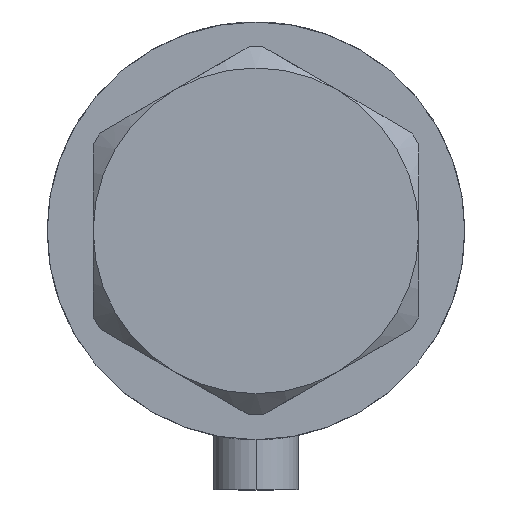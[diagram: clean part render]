
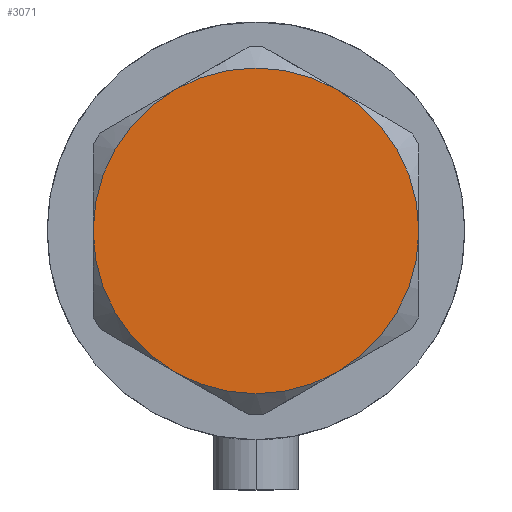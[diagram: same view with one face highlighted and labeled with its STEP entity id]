
A CAD part, left-side view. The second image highlights one B-rep face of the part: STEP entity #3071.
In plain terms, the highlighted face is planar.
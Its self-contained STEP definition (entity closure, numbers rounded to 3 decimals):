
#7 = CARTESIAN_POINT ( 'NONE',  ( 0., 0., 13. ) ) ;
#36 = CARTESIAN_POINT ( 'NONE',  ( -23., 0., 13. ) ) ;
#222 = ORIENTED_EDGE ( 'NONE', *, *, #4569, .T. ) ;
#358 = EDGE_CURVE ( 'NONE', #868, #4730, #4432, .T. ) ;
#386 = AXIS2_PLACEMENT_3D ( 'NONE', #7, #2991, #2617 ) ;
#548 = CARTESIAN_POINT ( 'NONE',  ( -11.5, -19.919, 13. ) ) ;
#579 = CARTESIAN_POINT ( 'NONE',  ( 0., 0., 13. ) ) ;
#781 = ORIENTED_EDGE ( 'NONE', *, *, #1643, .T. ) ;
#801 = AXIS2_PLACEMENT_3D ( 'NONE', #2279, #4037, #3727 ) ;
#833 = CARTESIAN_POINT ( 'NONE',  ( -11.5, 19.919, 13. ) ) ;
#868 = VERTEX_POINT ( 'NONE', #833 ) ;
#899 = VERTEX_POINT ( 'NONE', #548 ) ;
#953 = AXIS2_PLACEMENT_3D ( 'NONE', #3168, #2035, #1756 ) ;
#993 = AXIS2_PLACEMENT_3D ( 'NONE', #3899, #3149, #2463 ) ;
#1024 = DIRECTION ( 'NONE',  ( 0., 0., 1. ) ) ;
#1047 = DIRECTION ( 'NONE',  ( 1., 0., 0. ) ) ;
#1087 = ORIENTED_EDGE ( 'NONE', *, *, #1276, .T. ) ;
#1137 = DIRECTION ( 'NONE',  ( 0., 0., 1. ) ) ;
#1171 = EDGE_CURVE ( 'NONE', #2763, #2718, #4356, .T. ) ;
#1276 = EDGE_CURVE ( 'NONE', #899, #2763, #3664, .T. ) ;
#1598 = DIRECTION ( 'NONE',  ( 1., 0., 0. ) ) ;
#1643 = EDGE_CURVE ( 'NONE', #2718, #3483, #3027, .T. ) ;
#1756 = DIRECTION ( 'NONE',  ( 1., 0., 0. ) ) ;
#1823 = CIRCLE ( 'NONE', #993, 23. ) ;
#2035 = DIRECTION ( 'NONE',  ( 0., 0., 1. ) ) ;
#2141 = EDGE_LOOP ( 'NONE', ( #3017, #781, #4055, #4377, #222, #1087 ) ) ;
#2248 = DIRECTION ( 'NONE',  ( 1., 0., 0. ) ) ;
#2279 = CARTESIAN_POINT ( 'NONE',  ( 0., 0., 13. ) ) ;
#2329 = CARTESIAN_POINT ( 'NONE',  ( 11.5, 19.919, 13. ) ) ;
#2463 = DIRECTION ( 'NONE',  ( 1., 0., 0. ) ) ;
#2617 = DIRECTION ( 'NONE',  ( 1., 0., 0. ) ) ;
#2718 = VERTEX_POINT ( 'NONE', #3385 ) ;
#2763 = VERTEX_POINT ( 'NONE', #4360 ) ;
#2948 = AXIS2_PLACEMENT_3D ( 'NONE', #3375, #1137, #2248 ) ;
#2991 = DIRECTION ( 'NONE',  ( 0., 0., 1. ) ) ;
#3003 = FACE_OUTER_BOUND ( 'NONE', #2141, .T. ) ;
#3017 = ORIENTED_EDGE ( 'NONE', *, *, #1171, .T. ) ;
#3027 = CIRCLE ( 'NONE', #953, 23. ) ;
#3071 = ADVANCED_FACE ( 'NONE', ( #3003 ), #3442, .T. ) ;
#3149 = DIRECTION ( 'NONE',  ( 0., 0., 1. ) ) ;
#3168 = CARTESIAN_POINT ( 'NONE',  ( 0., 0., 13. ) ) ;
#3375 = CARTESIAN_POINT ( 'NONE',  ( 0., 0., 13. ) ) ;
#3385 = CARTESIAN_POINT ( 'NONE',  ( 23., 0., 13. ) ) ;
#3442 = PLANE ( 'NONE',  #4440 ) ;
#3483 = VERTEX_POINT ( 'NONE', #2329 ) ;
#3664 = CIRCLE ( 'NONE', #2948, 23. ) ;
#3727 = DIRECTION ( 'NONE',  ( 1., 0., 0. ) ) ;
#3792 = DIRECTION ( 'NONE',  ( 0., 0., 1. ) ) ;
#3899 = CARTESIAN_POINT ( 'NONE',  ( 0., 0., 13. ) ) ;
#4037 = DIRECTION ( 'NONE',  ( 0., 0., 1. ) ) ;
#4055 = ORIENTED_EDGE ( 'NONE', *, *, #4622, .T. ) ;
#4356 = CIRCLE ( 'NONE', #801, 23. ) ;
#4360 = CARTESIAN_POINT ( 'NONE',  ( 11.5, -19.919, 13. ) ) ;
#4377 = ORIENTED_EDGE ( 'NONE', *, *, #358, .T. ) ;
#4432 = CIRCLE ( 'NONE', #4578, 23. ) ;
#4440 = AXIS2_PLACEMENT_3D ( 'NONE', #4526, #3792, #1598 ) ;
#4526 = CARTESIAN_POINT ( 'NONE',  ( 0., 0., 13. ) ) ;
#4568 = CIRCLE ( 'NONE', #386, 23. ) ;
#4569 = EDGE_CURVE ( 'NONE', #4730, #899, #1823, .T. ) ;
#4578 = AXIS2_PLACEMENT_3D ( 'NONE', #579, #1024, #1047 ) ;
#4622 = EDGE_CURVE ( 'NONE', #3483, #868, #4568, .T. ) ;
#4730 = VERTEX_POINT ( 'NONE', #36 ) ;
